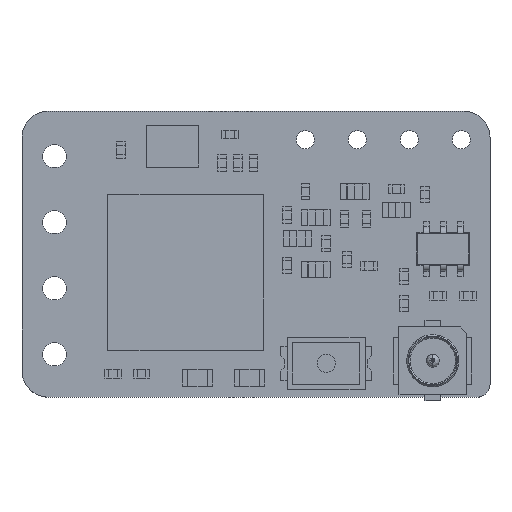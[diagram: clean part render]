
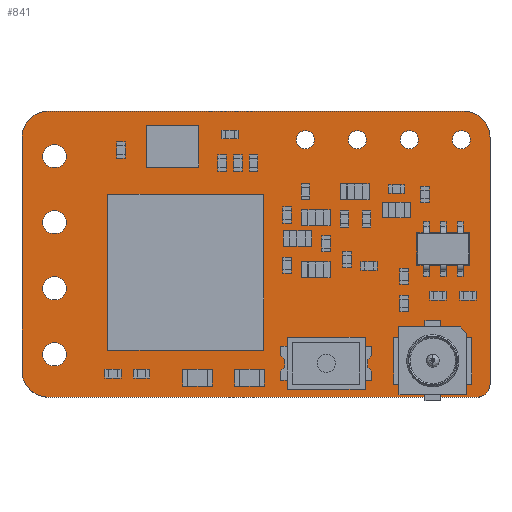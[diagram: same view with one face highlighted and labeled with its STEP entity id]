
A CAD part, top view. The second image highlights one B-rep face of the part: STEP entity #841.
In plain terms, the highlighted planar face has unit normal (0, 0, 1).
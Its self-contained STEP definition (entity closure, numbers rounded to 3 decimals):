
#288 = VERTEX_POINT('',#289);
#289 = CARTESIAN_POINT('',(0.,1.,1.123));
#295 = EDGE_CURVE('',#288,#296,#298,.T.);
#296 = VERTEX_POINT('',#297);
#297 = CARTESIAN_POINT('',(0.,10.,1.123));
#298 = LINE('',#299,#300);
#299 = CARTESIAN_POINT('',(0.,1.,1.123));
#300 = VECTOR('',#301,1.);
#301 = DIRECTION('',(0.,1.,0.));
#326 = EDGE_CURVE('',#296,#327,#329,.T.);
#327 = VERTEX_POINT('',#328);
#328 = CARTESIAN_POINT('',(1.,11.,1.123));
#329 = CIRCLE('',#330,1.);
#330 = AXIS2_PLACEMENT_3D('',#331,#332,#333);
#331 = CARTESIAN_POINT('',(1.,10.,1.123));
#332 = DIRECTION('',(0.,0.,-1.));
#333 = DIRECTION('',(-1.,0.,0.));
#359 = EDGE_CURVE('',#327,#360,#362,.T.);
#360 = VERTEX_POINT('',#361);
#361 = CARTESIAN_POINT('',(17.,11.,1.123));
#362 = LINE('',#363,#364);
#363 = CARTESIAN_POINT('',(1.,11.,1.123));
#364 = VECTOR('',#365,1.);
#365 = DIRECTION('',(1.,0.,0.));
#390 = EDGE_CURVE('',#360,#391,#393,.T.);
#391 = VERTEX_POINT('',#392);
#392 = CARTESIAN_POINT('',(18.,10.,1.123));
#393 = CIRCLE('',#394,1.);
#394 = AXIS2_PLACEMENT_3D('',#395,#396,#397);
#395 = CARTESIAN_POINT('',(17.,10.,1.123));
#396 = DIRECTION('',(0.,0.,-1.));
#397 = DIRECTION('',(0.,1.,0.));
#423 = EDGE_CURVE('',#391,#424,#426,.T.);
#424 = VERTEX_POINT('',#425);
#425 = CARTESIAN_POINT('',(18.,0.5,1.123));
#426 = LINE('',#427,#428);
#427 = CARTESIAN_POINT('',(18.,10.,1.123));
#428 = VECTOR('',#429,1.);
#429 = DIRECTION('',(0.,-1.,0.));
#454 = EDGE_CURVE('',#424,#455,#457,.T.);
#455 = VERTEX_POINT('',#456);
#456 = CARTESIAN_POINT('',(17.5,0.,1.123));
#457 = CIRCLE('',#458,0.5);
#458 = AXIS2_PLACEMENT_3D('',#459,#460,#461);
#459 = CARTESIAN_POINT('',(17.5,0.5,1.123));
#460 = DIRECTION('',(0.,0.,-1.));
#461 = DIRECTION('',(1.,0.,0.));
#487 = EDGE_CURVE('',#455,#488,#490,.T.);
#488 = VERTEX_POINT('',#489);
#489 = CARTESIAN_POINT('',(1.,0.,1.123));
#490 = LINE('',#491,#492);
#491 = CARTESIAN_POINT('',(17.5,0.,1.123));
#492 = VECTOR('',#493,1.);
#493 = DIRECTION('',(-1.,0.,0.));
#518 = EDGE_CURVE('',#488,#288,#519,.T.);
#519 = CIRCLE('',#520,1.);
#520 = AXIS2_PLACEMENT_3D('',#521,#522,#523);
#521 = CARTESIAN_POINT('',(1.,1.,1.123));
#522 = DIRECTION('',(0.,0.,-1.));
#523 = DIRECTION('',(0.,-1.,0.));
#544 = VERTEX_POINT('',#545);
#545 = CARTESIAN_POINT('',(1.7,4.19,1.123));
#551 = EDGE_CURVE('',#544,#544,#552,.T.);
#552 = CIRCLE('',#553,0.45);
#553 = AXIS2_PLACEMENT_3D('',#554,#555,#556);
#554 = CARTESIAN_POINT('',(1.25,4.19,1.123));
#555 = DIRECTION('',(0.,0.,1.));
#556 = DIRECTION('',(1.,0.,0.));
#577 = VERTEX_POINT('',#578);
#578 = CARTESIAN_POINT('',(1.7,1.65,1.123));
#584 = EDGE_CURVE('',#577,#577,#585,.T.);
#585 = CIRCLE('',#586,0.45);
#586 = AXIS2_PLACEMENT_3D('',#587,#588,#589);
#587 = CARTESIAN_POINT('',(1.25,1.65,1.123));
#588 = DIRECTION('',(0.,0.,1.));
#589 = DIRECTION('',(1.,0.,0.));
#610 = VERTEX_POINT('',#611);
#611 = CARTESIAN_POINT('',(1.7,9.27,1.123));
#617 = EDGE_CURVE('',#610,#610,#618,.T.);
#618 = CIRCLE('',#619,0.45);
#619 = AXIS2_PLACEMENT_3D('',#620,#621,#622);
#620 = CARTESIAN_POINT('',(1.25,9.27,1.123));
#621 = DIRECTION('',(0.,0.,1.));
#622 = DIRECTION('',(1.,0.,0.));
#643 = VERTEX_POINT('',#644);
#644 = CARTESIAN_POINT('',(1.7,6.73,1.123));
#650 = EDGE_CURVE('',#643,#643,#651,.T.);
#651 = CIRCLE('',#652,0.45);
#652 = AXIS2_PLACEMENT_3D('',#653,#654,#655);
#653 = CARTESIAN_POINT('',(1.25,6.73,1.123));
#654 = DIRECTION('',(0.,0.,1.));
#655 = DIRECTION('',(1.,0.,0.));
#676 = VERTEX_POINT('',#677);
#677 = CARTESIAN_POINT('',(15.25,9.9,1.123));
#683 = EDGE_CURVE('',#676,#676,#684,.T.);
#684 = CIRCLE('',#685,0.35);
#685 = AXIS2_PLACEMENT_3D('',#686,#687,#688);
#686 = CARTESIAN_POINT('',(14.9,9.9,1.123));
#687 = DIRECTION('',(0.,0.,1.));
#688 = DIRECTION('',(1.,0.,0.));
#709 = VERTEX_POINT('',#710);
#710 = CARTESIAN_POINT('',(17.25,9.9,1.123));
#716 = EDGE_CURVE('',#709,#709,#717,.T.);
#717 = CIRCLE('',#718,0.35);
#718 = AXIS2_PLACEMENT_3D('',#719,#720,#721);
#719 = CARTESIAN_POINT('',(16.9,9.9,1.123));
#720 = DIRECTION('',(0.,0.,1.));
#721 = DIRECTION('',(1.,0.,0.));
#742 = VERTEX_POINT('',#743);
#743 = CARTESIAN_POINT('',(11.25,9.9,1.123));
#749 = EDGE_CURVE('',#742,#742,#750,.T.);
#750 = CIRCLE('',#751,0.35);
#751 = AXIS2_PLACEMENT_3D('',#752,#753,#754);
#752 = CARTESIAN_POINT('',(10.9,9.9,1.123));
#753 = DIRECTION('',(0.,0.,1.));
#754 = DIRECTION('',(1.,0.,0.));
#775 = VERTEX_POINT('',#776);
#776 = CARTESIAN_POINT('',(13.25,9.9,1.123));
#782 = EDGE_CURVE('',#775,#775,#783,.T.);
#783 = CIRCLE('',#784,0.35);
#784 = AXIS2_PLACEMENT_3D('',#785,#786,#787);
#785 = CARTESIAN_POINT('',(12.9,9.9,1.123));
#786 = DIRECTION('',(0.,0.,1.));
#787 = DIRECTION('',(1.,0.,0.));
#841 = ADVANCED_FACE('',(#842,#852,#855,#858,#861,#864,#867,#870,#873),
  #876,.T.);
#842 = FACE_BOUND('',#843,.F.);
#843 = EDGE_LOOP('',(#844,#845,#846,#847,#848,#849,#850,#851));
#844 = ORIENTED_EDGE('',*,*,#295,.T.);
#845 = ORIENTED_EDGE('',*,*,#326,.T.);
#846 = ORIENTED_EDGE('',*,*,#359,.T.);
#847 = ORIENTED_EDGE('',*,*,#390,.T.);
#848 = ORIENTED_EDGE('',*,*,#423,.T.);
#849 = ORIENTED_EDGE('',*,*,#454,.T.);
#850 = ORIENTED_EDGE('',*,*,#487,.T.);
#851 = ORIENTED_EDGE('',*,*,#518,.T.);
#852 = FACE_BOUND('',#853,.T.);
#853 = EDGE_LOOP('',(#854));
#854 = ORIENTED_EDGE('',*,*,#551,.F.);
#855 = FACE_BOUND('',#856,.T.);
#856 = EDGE_LOOP('',(#857));
#857 = ORIENTED_EDGE('',*,*,#584,.F.);
#858 = FACE_BOUND('',#859,.T.);
#859 = EDGE_LOOP('',(#860));
#860 = ORIENTED_EDGE('',*,*,#617,.F.);
#861 = FACE_BOUND('',#862,.T.);
#862 = EDGE_LOOP('',(#863));
#863 = ORIENTED_EDGE('',*,*,#650,.F.);
#864 = FACE_BOUND('',#865,.T.);
#865 = EDGE_LOOP('',(#866));
#866 = ORIENTED_EDGE('',*,*,#683,.F.);
#867 = FACE_BOUND('',#868,.T.);
#868 = EDGE_LOOP('',(#869));
#869 = ORIENTED_EDGE('',*,*,#716,.F.);
#870 = FACE_BOUND('',#871,.T.);
#871 = EDGE_LOOP('',(#872));
#872 = ORIENTED_EDGE('',*,*,#749,.F.);
#873 = FACE_BOUND('',#874,.T.);
#874 = EDGE_LOOP('',(#875));
#875 = ORIENTED_EDGE('',*,*,#782,.F.);
#876 = PLANE('',#877);
#877 = AXIS2_PLACEMENT_3D('',#878,#879,#880);
#878 = CARTESIAN_POINT('',(0.,1.,1.123));
#879 = DIRECTION('',(0.,0.,1.));
#880 = DIRECTION('',(1.,0.,0.));
